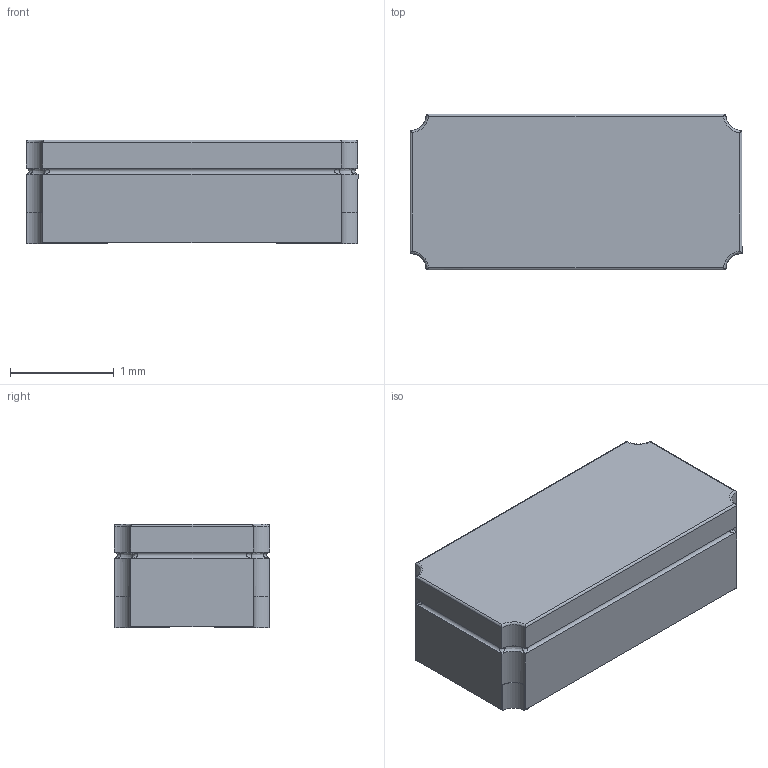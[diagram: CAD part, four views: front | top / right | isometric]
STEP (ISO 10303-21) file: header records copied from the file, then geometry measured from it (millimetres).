
FILE_DESCRIPTION (( 'STEP AP214' ), '1' );
FILE_NAME ('480FA9D1-F0EF-4E6D-A0C6-292D93F1790E.STEP', '2022-12-04T21:35:17', ( '' ), ( '' ), 'SwSTEP 2.0', 'SolidWorks 2022', '' );
FILE_SCHEMA (( 'AUTOMOTIVE_DESIGN' ));
Length unit declared in the file: millimetre
Products named in the file (1): 480FA9D1-F0EF-4E6D-A0C6-292D93F1790E
Bounding box: 3.2 x 1.5 x 1 mm (x, y, z)
Volume: 4.7 mm3; surface area: 18.8 mm2
Topology: 1 solids, 1 shells, 87 faces, 231 edges, 130 vertices
Faces by surface type: plane 43, cylinder 28, bspline 16
Entity records: 5024 total; most frequent: CARTESIAN_POINT 2539, ORIENTED_EDGE 430, DIRECTION 379, EDGE_CURVE 215, LINE 139, VECTOR 139, VERTEX_POINT 130, AXIS2_PLACEMENT_3D 120
